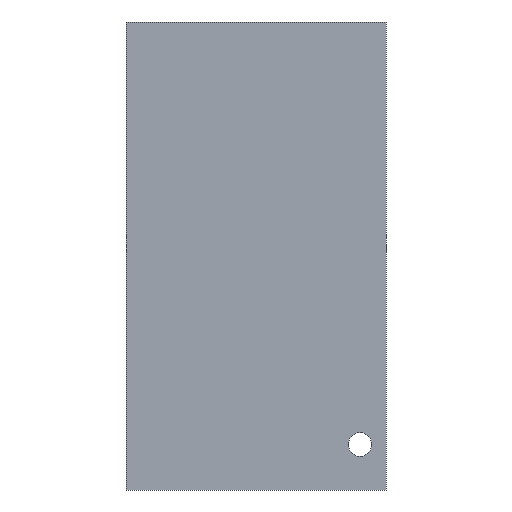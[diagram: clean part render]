
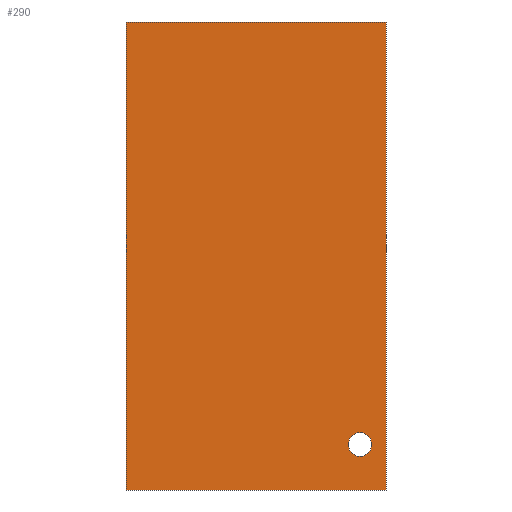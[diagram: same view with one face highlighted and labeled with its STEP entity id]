
A CAD part, front view. The second image highlights one B-rep face of the part: STEP entity #290.
In plain terms, the highlighted planar face has unit normal (0, -1, 0).
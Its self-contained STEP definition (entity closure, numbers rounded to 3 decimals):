
#14=CARTESIAN_POINT('',(4.,0.,-7.25));
#15=DIRECTION('',(0.,-1.,0.));
#16=DIRECTION('',(1.,0.,0.));
#17=AXIS2_PLACEMENT_3D('',#14,#15,#16);
#23=CARTESIAN_POINT('',(4.,0.,-7.25));
#24=DIRECTION('',(0.,-1.,0.));
#25=DIRECTION('',(-1.,0.,0.));
#26=AXIS2_PLACEMENT_3D('',#23,#24,#25);
#31=DIRECTION('',(1.,0.,0.));
#32=VECTOR('',#31,10.);
#33=CARTESIAN_POINT('',(-5.,0.,9.));
#34=LINE('',#33,#32);
#38=DIRECTION('',(0.,0.,-1.));
#39=VECTOR('',#38,18.);
#40=CARTESIAN_POINT('',(5.,0.,9.));
#41=LINE('',#40,#39);
#45=DIRECTION('',(-1.,0.,0.));
#46=VECTOR('',#45,10.);
#47=CARTESIAN_POINT('',(5.,0.,-9.));
#48=LINE('',#47,#46);
#52=DIRECTION('',(0.,0.,1.));
#53=VECTOR('',#52,18.);
#54=CARTESIAN_POINT('',(-5.,0.,-9.));
#55=LINE('',#54,#53);
#229=CARTESIAN_POINT('',(4.45,0.,-7.25));
#230=CARTESIAN_POINT('',(3.55,0.,-7.25));
#231=VERTEX_POINT('',#229);
#232=VERTEX_POINT('',#230);
#233=CARTESIAN_POINT('',(-5.,0.,9.));
#234=CARTESIAN_POINT('',(5.,0.,9.));
#235=VERTEX_POINT('',#233);
#236=VERTEX_POINT('',#234);
#237=CARTESIAN_POINT('',(5.,0.,-9.));
#238=VERTEX_POINT('',#237);
#239=CARTESIAN_POINT('',(-5.,0.,-9.));
#240=VERTEX_POINT('',#239);
#269=CARTESIAN_POINT('',(0.,0.,0.));
#270=DIRECTION('',(0.,1.,0.));
#271=DIRECTION('',(1.,0.,0.));
#272=AXIS2_PLACEMENT_3D('',#269,#270,#271);
#273=PLANE('',#272);
#275=ORIENTED_EDGE('',*,*,#274,.T.);
#277=ORIENTED_EDGE('',*,*,#276,.T.);
#279=ORIENTED_EDGE('',*,*,#278,.T.);
#281=ORIENTED_EDGE('',*,*,#280,.T.);
#282=EDGE_LOOP('',(#275,#277,#279,#281));
#283=FACE_OUTER_BOUND('',#282,.F.);
#285=ORIENTED_EDGE('',*,*,#284,.T.);
#287=ORIENTED_EDGE('',*,*,#286,.T.);
#288=EDGE_LOOP('',(#285,#287));
#289=FACE_BOUND('',#288,.F.);
#290=ADVANCED_FACE('',(#283,#289),#273,.F.);
#18=CIRCLE('',#17,0.45);
#27=CIRCLE('',#26,0.45);
#274=EDGE_CURVE('',#235,#236,#34,.T.);
#276=EDGE_CURVE('',#236,#238,#41,.T.);
#278=EDGE_CURVE('',#238,#240,#48,.T.);
#280=EDGE_CURVE('',#240,#235,#55,.T.);
#284=EDGE_CURVE('',#231,#232,#18,.T.);
#286=EDGE_CURVE('',#232,#231,#27,.T.);
